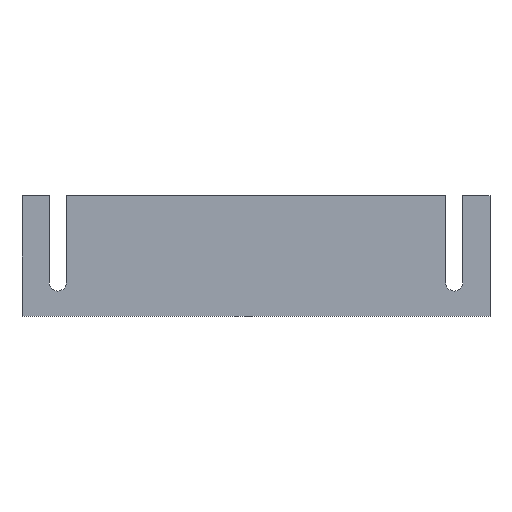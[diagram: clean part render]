
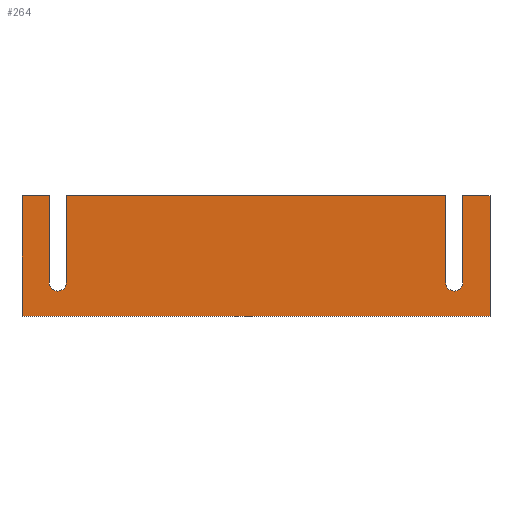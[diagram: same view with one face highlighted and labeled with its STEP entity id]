
A CAD part, top view. The second image highlights one B-rep face of the part: STEP entity #264.
In plain terms, the highlighted planar face has unit normal (0, 0, 1).
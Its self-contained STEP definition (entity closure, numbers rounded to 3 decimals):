
#22=CIRCLE('',#292,11.113);
#23=CIRCLE('',#293,11.113);
#34=ORIENTED_EDGE('',*,*,#106,.T.);
#35=ORIENTED_EDGE('',*,*,#107,.F.);
#36=ORIENTED_EDGE('',*,*,#108,.T.);
#37=ORIENTED_EDGE('',*,*,#102,.F.);
#38=ORIENTED_EDGE('',*,*,#109,.F.);
#39=ORIENTED_EDGE('',*,*,#110,.F.);
#40=ORIENTED_EDGE('',*,*,#111,.F.);
#41=ORIENTED_EDGE('',*,*,#112,.F.);
#42=ORIENTED_EDGE('',*,*,#113,.T.);
#43=ORIENTED_EDGE('',*,*,#114,.F.);
#44=ORIENTED_EDGE('',*,*,#115,.T.);
#45=ORIENTED_EDGE('',*,*,#100,.F.);
#100=EDGE_CURVE('',#136,#137,#160,.T.);
#102=EDGE_CURVE('',#138,#139,#162,.T.);
#106=EDGE_CURVE('',#136,#142,#166,.T.);
#107=EDGE_CURVE('',#143,#142,#22,.F.);
#108=EDGE_CURVE('',#143,#139,#167,.T.);
#109=EDGE_CURVE('',#144,#138,#168,.T.);
#110=EDGE_CURVE('',#145,#144,#169,.T.);
#111=EDGE_CURVE('',#146,#145,#170,.T.);
#112=EDGE_CURVE('',#147,#146,#171,.T.);
#113=EDGE_CURVE('',#147,#148,#172,.T.);
#114=EDGE_CURVE('',#149,#148,#23,.F.);
#115=EDGE_CURVE('',#149,#137,#173,.T.);
#136=VERTEX_POINT('',#383);
#137=VERTEX_POINT('',#385);
#138=VERTEX_POINT('',#389);
#139=VERTEX_POINT('',#390);
#142=VERTEX_POINT('',#398);
#143=VERTEX_POINT('',#400);
#144=VERTEX_POINT('',#403);
#145=VERTEX_POINT('',#405);
#146=VERTEX_POINT('',#407);
#147=VERTEX_POINT('',#409);
#148=VERTEX_POINT('',#411);
#149=VERTEX_POINT('',#413);
#160=LINE('',#384,#192);
#162=LINE('',#388,#194);
#166=LINE('',#397,#198);
#167=LINE('',#401,#199);
#168=LINE('',#402,#200);
#169=LINE('',#404,#201);
#170=LINE('',#406,#202);
#171=LINE('',#408,#203);
#172=LINE('',#410,#204);
#173=LINE('',#414,#205);
#192=VECTOR('',#313,1000.);
#194=VECTOR('',#317,1000.);
#198=VECTOR('',#323,1000.);
#199=VECTOR('',#326,1000.);
#200=VECTOR('',#327,1000.);
#201=VECTOR('',#328,1000.);
#202=VECTOR('',#329,1000.);
#203=VECTOR('',#330,1000.);
#204=VECTOR('',#331,1000.);
#205=VECTOR('',#334,1000.);
#224=EDGE_LOOP('',(#34,#35,#36,#37,#38,#39,#40,#41,#42,#43,#44,#45));
#238=FACE_BOUND('',#224,.T.);
#252=PLANE('',#291);
#264=ADVANCED_FACE('',(#238),#252,.F.);
#291=AXIS2_PLACEMENT_3D('',#396,#321,#322);
#292=AXIS2_PLACEMENT_3D('',#399,#324,#325);
#293=AXIS2_PLACEMENT_3D('',#412,#332,#333);
#313=DIRECTION('',(1.,0.,0.));
#317=DIRECTION('',(1.,0.,0.));
#321=DIRECTION('',(0.,0.,-1.));
#322=DIRECTION('',(-1.,0.,0.));
#323=DIRECTION('',(0.,-1.,0.));
#324=DIRECTION('',(0.,0.,-1.));
#325=DIRECTION('',(-1.,0.,0.));
#326=DIRECTION('',(0.,1.,0.));
#327=DIRECTION('',(0.,1.,0.));
#328=DIRECTION('',(-1.,0.,0.));
#329=DIRECTION('',(0.,-1.,0.));
#330=DIRECTION('',(1.,0.,0.));
#331=DIRECTION('',(0.,-1.,0.));
#332=DIRECTION('',(0.,0.,-1.));
#333=DIRECTION('',(-1.,0.,0.));
#334=DIRECTION('',(0.,1.,0.));
#383=CARTESIAN_POINT('',(-249.244,79.375,1.588));
#384=CARTESIAN_POINT('',(-307.188,79.375,1.588));
#385=CARTESIAN_POINT('',(249.244,79.375,1.588));
#388=CARTESIAN_POINT('',(-307.188,79.375,1.588));
#389=CARTESIAN_POINT('',(-307.188,79.375,1.588));
#390=CARTESIAN_POINT('',(-271.469,79.375,1.588));
#396=CARTESIAN_POINT('',(0.,0.,1.588));
#397=CARTESIAN_POINT('',(-249.244,79.375,1.588));
#398=CARTESIAN_POINT('',(-249.244,-34.925,1.588));
#399=CARTESIAN_POINT('',(-260.356,-34.925,1.587));
#400=CARTESIAN_POINT('',(-271.469,-34.925,1.588));
#401=CARTESIAN_POINT('',(-271.469,-34.925,1.588));
#402=CARTESIAN_POINT('',(-307.188,-79.375,1.588));
#403=CARTESIAN_POINT('',(-307.188,-79.375,1.588));
#404=CARTESIAN_POINT('',(307.188,-79.375,1.588));
#405=CARTESIAN_POINT('',(307.188,-79.375,1.588));
#406=CARTESIAN_POINT('',(307.188,79.375,1.588));
#407=CARTESIAN_POINT('',(307.188,79.375,1.588));
#408=CARTESIAN_POINT('',(-307.188,79.375,1.588));
#409=CARTESIAN_POINT('',(271.469,79.375,1.588));
#410=CARTESIAN_POINT('',(271.469,-34.925,1.588));
#411=CARTESIAN_POINT('',(271.469,-34.925,1.588));
#412=CARTESIAN_POINT('',(260.356,-34.925,1.587));
#413=CARTESIAN_POINT('',(249.244,-34.925,1.588));
#414=CARTESIAN_POINT('',(249.244,-34.925,1.588));
